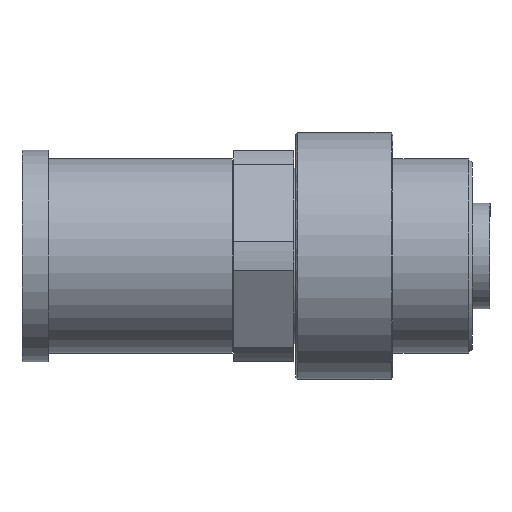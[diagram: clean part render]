
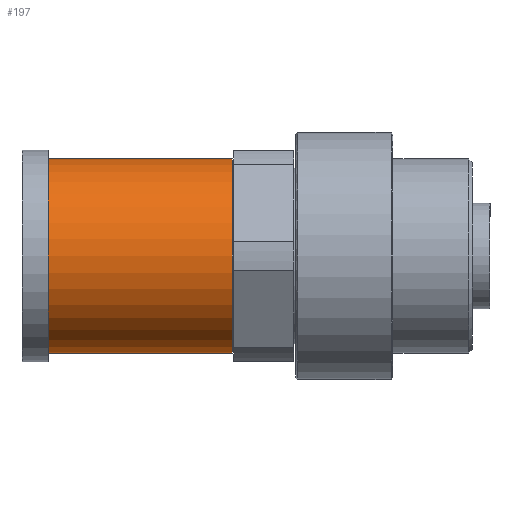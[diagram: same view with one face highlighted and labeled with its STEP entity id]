
A CAD part, left-side view. The second image highlights one B-rep face of the part: STEP entity #197.
In plain terms, the highlighted cylindrical face has radius 5.5 mm (diameter 11 mm), a partial arc.
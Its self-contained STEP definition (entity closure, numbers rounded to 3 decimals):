
#197=ADVANCED_FACE('',(#330),#245,.T.);
#245=CYLINDRICAL_SURFACE('',#1633,5.5);
#330=FACE_OUTER_BOUND('',#428,.T.);
#428=EDGE_LOOP('',(#934,#935,#936,#937,#938,#939));
#528=CIRCLE('',#1597,5.5);
#545=CIRCLE('',#1631,5.5);
#934=ORIENTED_EDGE('',*,*,#1096,.T.);
#935=ORIENTED_EDGE('',*,*,#1266,.F.);
#936=ORIENTED_EDGE('',*,*,#1093,.T.);
#937=ORIENTED_EDGE('',*,*,#1090,.T.);
#938=ORIENTED_EDGE('',*,*,#1283,.T.);
#939=ORIENTED_EDGE('',*,*,#1088,.T.);
#956=VERTEX_POINT('',#2129);
#957=VERTEX_POINT('',#2130);
#958=VERTEX_POINT('',#2132);
#959=VERTEX_POINT('',#2134);
#961=VERTEX_POINT('',#2140);
#963=VERTEX_POINT('',#2146);
#1088=EDGE_CURVE('',#956,#957,#1290,.T.);
#1090=EDGE_CURVE('',#959,#958,#1291,.T.);
#1093=EDGE_CURVE('',#961,#959,#1292,.T.);
#1096=EDGE_CURVE('',#957,#963,#1293,.T.);
#1266=EDGE_CURVE('',#961,#963,#528,.T.);
#1283=EDGE_CURVE('',#958,#956,#545,.T.);
#1290=LINE('',#2128,#1370);
#1291=LINE('',#2133,#1371);
#1292=LINE('',#2139,#1372);
#1293=LINE('',#2145,#1373);
#1370=VECTOR('',#1651,1.);
#1371=VECTOR('',#1654,1.);
#1372=VECTOR('',#1661,1.);
#1373=VECTOR('',#1668,1.);
#1597=AXIS2_PLACEMENT_3D('',#2523,#2023,#2024);
#1631=AXIS2_PLACEMENT_3D('',#2558,#2091,#2092);
#1633=AXIS2_PLACEMENT_3D('',#2560,#2095,#2096);
#1651=DIRECTION('',(0.,1.,0.));
#1654=DIRECTION('',(0.,-1.,0.));
#1661=DIRECTION('',(0.,-1.,0.));
#1668=DIRECTION('',(0.,1.,0.));
#2023=DIRECTION('',(0.,1.,0.));
#2024=DIRECTION('',(0.,0.,1.));
#2091=DIRECTION('',(0.,1.,0.));
#2092=DIRECTION('',(0.,0.,1.));
#2095=DIRECTION('',(0.,1.,0.));
#2096=DIRECTION('',(0.,0.,1.));
#2128=CARTESIAN_POINT('',(0.,14.6,5.5));
#2129=CARTESIAN_POINT('',(0.,14.6,5.5));
#2130=CARTESIAN_POINT('',(0.,20.5,5.5));
#2132=CARTESIAN_POINT('',(0.,14.6,-5.5));
#2133=CARTESIAN_POINT('',(0.,20.5,-5.5));
#2134=CARTESIAN_POINT('',(0.,20.5,-5.5));
#2139=CARTESIAN_POINT('',(0.,25.,-5.5));
#2140=CARTESIAN_POINT('',(0.,25.,-5.5));
#2145=CARTESIAN_POINT('',(0.,20.5,5.5));
#2146=CARTESIAN_POINT('',(0.,25.,5.5));
#2523=CARTESIAN_POINT('',(0.,25.,0.));
#2558=CARTESIAN_POINT('',(0.,14.6,0.));
#2560=CARTESIAN_POINT('',(0.,19.8,0.));
